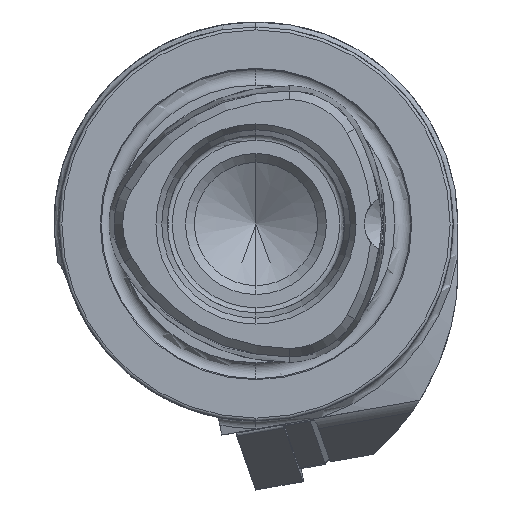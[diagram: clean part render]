
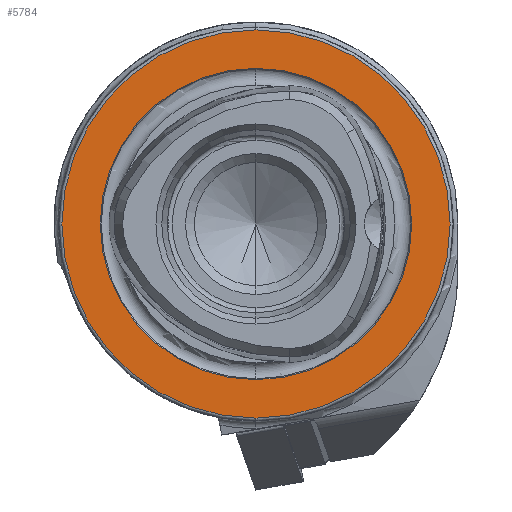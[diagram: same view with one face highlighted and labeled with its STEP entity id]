
A CAD part, left-side view. The second image highlights one B-rep face of the part: STEP entity #5784.
In plain terms, the highlighted planar face has unit normal (-1, 0, 0).
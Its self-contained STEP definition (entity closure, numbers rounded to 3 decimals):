
#254 = DIRECTION ( 'NONE',  ( 1., 0., 0. ) ) ;
#380 = VERTEX_POINT ( 'NONE', #19657 ) ;
#1420 = EDGE_LOOP ( 'NONE', ( #8944, #13225 ) ) ;
#1440 = EDGE_CURVE ( 'NONE', #6057, #380, #3179, .T. ) ;
#2236 = CARTESIAN_POINT ( 'NONE',  ( 0., 0., -19.7 ) ) ;
#2451 = DIRECTION ( 'NONE',  ( -1., 0., 0. ) ) ;
#3134 = EDGE_LOOP ( 'NONE', ( #7614, #9844 ) ) ;
#3179 = CIRCLE ( 'NONE', #8615, 15.8 ) ;
#3634 = DIRECTION ( 'NONE',  ( 0., 0., 1. ) ) ;
#3732 = DIRECTION ( 'NONE',  ( 0., 0., 1. ) ) ;
#4345 = AXIS2_PLACEMENT_3D ( 'NONE', #12875, #2451, #9373 ) ;
#5219 = DIRECTION ( 'NONE',  ( -1., 0., 0. ) ) ;
#5588 = FACE_BOUND ( 'NONE', #3134, .T. ) ;
#5607 = DIRECTION ( 'NONE',  ( -1., 0., 0. ) ) ;
#5784 = ADVANCED_FACE ( 'NONE', ( #5588, #20856 ), #21184, .F. ) ;
#5826 = CARTESIAN_POINT ( 'NONE',  ( 0., 0., 0. ) ) ;
#6057 = VERTEX_POINT ( 'NONE', #16095 ) ;
#6969 = EDGE_CURVE ( 'NONE', #8032, #21376, #17252, .T. ) ;
#7614 = ORIENTED_EDGE ( 'NONE', *, *, #21576, .F. ) ;
#8032 = VERTEX_POINT ( 'NONE', #18940 ) ;
#8615 = AXIS2_PLACEMENT_3D ( 'NONE', #5826, #5607, #21421 ) ;
#8841 = CARTESIAN_POINT ( 'NONE',  ( 0., 0., 0. ) ) ;
#8944 = ORIENTED_EDGE ( 'NONE', *, *, #6969, .T. ) ;
#9373 = DIRECTION ( 'NONE',  ( 0., 0., 1. ) ) ;
#9614 = CIRCLE ( 'NONE', #22263, 19.7 ) ;
#9844 = ORIENTED_EDGE ( 'NONE', *, *, #1440, .F. ) ;
#10680 = DIRECTION ( 'NONE',  ( 0., 0., -1. ) ) ;
#10741 = CARTESIAN_POINT ( 'NONE',  ( 0., 0., 0. ) ) ;
#11474 = AXIS2_PLACEMENT_3D ( 'NONE', #17239, #254, #10680 ) ;
#12875 = CARTESIAN_POINT ( 'NONE',  ( 0., 0., 0. ) ) ;
#13225 = ORIENTED_EDGE ( 'NONE', *, *, #14855, .T. ) ;
#14855 = EDGE_CURVE ( 'NONE', #21376, #8032, #9614, .T. ) ;
#16095 = CARTESIAN_POINT ( 'NONE',  ( 0., 0., -15.8 ) ) ;
#16872 = AXIS2_PLACEMENT_3D ( 'NONE', #8841, #5219, #3634 ) ;
#17239 = CARTESIAN_POINT ( 'NONE',  ( 0., 15.8, 0. ) ) ;
#17252 = CIRCLE ( 'NONE', #16872, 19.7 ) ;
#17631 = DIRECTION ( 'NONE',  ( -1., 0., 0. ) ) ;
#18940 = CARTESIAN_POINT ( 'NONE',  ( 0., 0., 19.7 ) ) ;
#19657 = CARTESIAN_POINT ( 'NONE',  ( 0., 0., 15.8 ) ) ;
#20856 = FACE_OUTER_BOUND ( 'NONE', #1420, .T. ) ;
#21184 = PLANE ( 'NONE',  #11474 ) ;
#21376 = VERTEX_POINT ( 'NONE', #2236 ) ;
#21421 = DIRECTION ( 'NONE',  ( 0., 0., 1. ) ) ;
#21576 = EDGE_CURVE ( 'NONE', #380, #6057, #22054, .T. ) ;
#22054 = CIRCLE ( 'NONE', #4345, 15.8 ) ;
#22263 = AXIS2_PLACEMENT_3D ( 'NONE', #10741, #17631, #3732 ) ;
